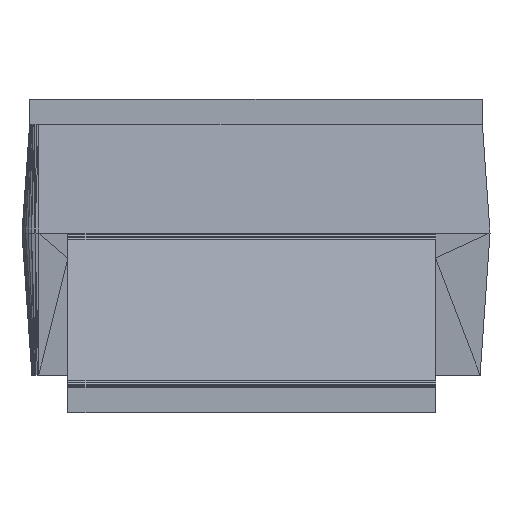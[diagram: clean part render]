
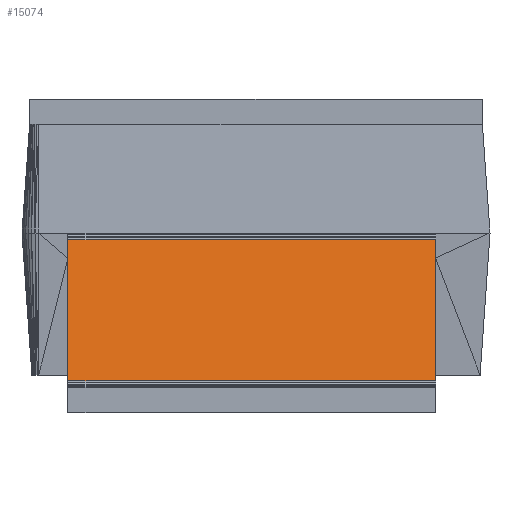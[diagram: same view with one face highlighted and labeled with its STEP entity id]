
A CAD part, left-side view. The second image highlights one B-rep face of the part: STEP entity #15074.
In plain terms, the highlighted planar face has unit normal (-0.981, 0, 0.195).
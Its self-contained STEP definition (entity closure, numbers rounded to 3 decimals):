
#927 = PLANE('',#928);
#928 = AXIS2_PLACEMENT_3D('',#929,#930,#931);
#929 = CARTESIAN_POINT('',(-245.062,-1137.261,
    -0.559));
#930 = DIRECTION('',(0.,1.,0.));
#931 = DIRECTION('',(1.,0.,0.));
#2936 = VERTEX_POINT('',#2937);
#2937 = CARTESIAN_POINT('',(-245.181,-1137.261,
    -0.885));
#2951 = PLANE('',#2952);
#2952 = AXIS2_PLACEMENT_3D('',#2953,#2954,#2955);
#2953 = CARTESIAN_POINT('',(-245.183,-1138.361,
    -0.89));
#2954 = DIRECTION('',(-0.952,0.,0.306));
#2955 = DIRECTION('',(-0.306,0.,-0.952));
#2963 = EDGE_CURVE('',#2936,#2964,#2966,.T.);
#2964 = VERTEX_POINT('',#2965);
#2965 = CARTESIAN_POINT('',(-245.013,-1137.261,
    -0.04));
#2966 = SURFACE_CURVE('',#2967,(#2971,#2978),.PCURVE_S1.);
#2967 = LINE('',#2968,#2969);
#2968 = CARTESIAN_POINT('',(-245.181,-1137.261,
    -0.885));
#2969 = VECTOR('',#2970,1.);
#2970 = DIRECTION('',(0.195,0.,0.981));
#2971 = PCURVE('',#927,#2972);
#2972 = DEFINITIONAL_REPRESENTATION('',(#2973),#2977);
#2973 = LINE('',#2974,#2975);
#2974 = CARTESIAN_POINT('',(-0.119,0.326));
#2975 = VECTOR('',#2976,1.);
#2976 = DIRECTION('',(0.195,-0.981));
#2977 = ( GEOMETRIC_REPRESENTATION_CONTEXT(2) 
PARAMETRIC_REPRESENTATION_CONTEXT() REPRESENTATION_CONTEXT('2D SPACE',''
  ) );
#2978 = PCURVE('',#2979,#2984);
#2979 = PLANE('',#2980);
#2980 = AXIS2_PLACEMENT_3D('',#2981,#2982,#2983);
#2981 = CARTESIAN_POINT('',(-245.097,-1138.361,
    -0.462));
#2982 = DIRECTION('',(-0.981,0.,0.195));
#2983 = DIRECTION('',(-0.195,0.,-0.981));
#2984 = DEFINITIONAL_REPRESENTATION('',(#2985),#2989);
#2985 = LINE('',#2986,#2987);
#2986 = CARTESIAN_POINT('',(0.431,-1.1));
#2987 = VECTOR('',#2988,1.);
#2988 = DIRECTION('',(-1.,0.));
#2989 = ( GEOMETRIC_REPRESENTATION_CONTEXT(2) 
PARAMETRIC_REPRESENTATION_CONTEXT() REPRESENTATION_CONTEXT('2D SPACE',''
  ) );
#3007 = PLANE('',#3008);
#3008 = AXIS2_PLACEMENT_3D('',#3009,#3010,#3011);
#3009 = CARTESIAN_POINT('',(-245.011,-1138.361,
    -0.035));
#3010 = DIRECTION('',(-0.952,0.,0.306)
  );
#3011 = DIRECTION('',(-0.306,0.,-0.952
    ));
#4547 = PLANE('',#4548);
#4548 = AXIS2_PLACEMENT_3D('',#4549,#4550,#4551);
#4549 = CARTESIAN_POINT('',(-245.062,-1139.461,
    -0.559));
#4550 = DIRECTION('',(0.,-1.,0.));
#4551 = DIRECTION('',(-1.,0.,0.));
#7178 = VERTEX_POINT('',#7179);
#7179 = CARTESIAN_POINT('',(-245.013,-1139.461,
    -0.04));
#7200 = EDGE_CURVE('',#7178,#7201,#7203,.T.);
#7201 = VERTEX_POINT('',#7202);
#7202 = CARTESIAN_POINT('',(-245.181,-1139.461,
    -0.885));
#7203 = SURFACE_CURVE('',#7204,(#7208,#7215),.PCURVE_S1.);
#7204 = LINE('',#7205,#7206);
#7205 = CARTESIAN_POINT('',(-245.013,-1139.461,
    -0.04));
#7206 = VECTOR('',#7207,1.);
#7207 = DIRECTION('',(-0.195,0.,-0.981));
#7208 = PCURVE('',#4547,#7209);
#7209 = DEFINITIONAL_REPRESENTATION('',(#7210),#7214);
#7210 = LINE('',#7211,#7212);
#7211 = CARTESIAN_POINT('',(-0.049,-0.519));
#7212 = VECTOR('',#7213,1.);
#7213 = DIRECTION('',(0.195,0.981));
#7214 = ( GEOMETRIC_REPRESENTATION_CONTEXT(2) 
PARAMETRIC_REPRESENTATION_CONTEXT() REPRESENTATION_CONTEXT('2D SPACE',''
  ) );
#7215 = PCURVE('',#2979,#7216);
#7216 = DEFINITIONAL_REPRESENTATION('',(#7217),#7221);
#7217 = LINE('',#7218,#7219);
#7218 = CARTESIAN_POINT('',(-0.431,1.1));
#7219 = VECTOR('',#7220,1.);
#7220 = DIRECTION('',(1.,0.));
#7221 = ( GEOMETRIC_REPRESENTATION_CONTEXT(2) 
PARAMETRIC_REPRESENTATION_CONTEXT() REPRESENTATION_CONTEXT('2D SPACE',''
  ) );
#14892 = EDGE_CURVE('',#7201,#2936,#14893,.T.);
#14893 = SURFACE_CURVE('',#14894,(#14898,#14905),.PCURVE_S1.);
#14894 = LINE('',#14895,#14896);
#14895 = CARTESIAN_POINT('',(-245.181,-1139.461,
    -0.885));
#14896 = VECTOR('',#14897,1.);
#14897 = DIRECTION('',(0.,1.,0.));
#14898 = PCURVE('',#2951,#14899);
#14899 = DEFINITIONAL_REPRESENTATION('',(#14900),#14904);
#14900 = LINE('',#14901,#14902);
#14901 = CARTESIAN_POINT('',(-0.006,1.1));
#14902 = VECTOR('',#14903,1.);
#14903 = DIRECTION('',(0.,-1.));
#14904 = ( GEOMETRIC_REPRESENTATION_CONTEXT(2) 
PARAMETRIC_REPRESENTATION_CONTEXT() REPRESENTATION_CONTEXT('2D SPACE',''
  ) );
#14905 = PCURVE('',#2979,#14906);
#14906 = DEFINITIONAL_REPRESENTATION('',(#14907),#14911);
#14907 = LINE('',#14908,#14909);
#14908 = CARTESIAN_POINT('',(0.431,1.1));
#14909 = VECTOR('',#14910,1.);
#14910 = DIRECTION('',(0.,-1.));
#14911 = ( GEOMETRIC_REPRESENTATION_CONTEXT(2) 
PARAMETRIC_REPRESENTATION_CONTEXT() REPRESENTATION_CONTEXT('2D SPACE',''
  ) );
#15074 = ADVANCED_FACE('',(#15075),#2979,.T.);
#15075 = FACE_BOUND('',#15076,.T.);
#15076 = EDGE_LOOP('',(#15077,#15078,#15079,#15080));
#15077 = ORIENTED_EDGE('',*,*,#2963,.F.);
#15078 = ORIENTED_EDGE('',*,*,#14892,.F.);
#15079 = ORIENTED_EDGE('',*,*,#7200,.F.);
#15080 = ORIENTED_EDGE('',*,*,#15081,.T.);
#15081 = EDGE_CURVE('',#7178,#2964,#15082,.T.);
#15082 = SURFACE_CURVE('',#15083,(#15087,#15094),.PCURVE_S1.);
#15083 = LINE('',#15084,#15085);
#15084 = CARTESIAN_POINT('',(-245.013,-1139.461,
    -0.04));
#15085 = VECTOR('',#15086,1.);
#15086 = DIRECTION('',(0.,1.,0.));
#15087 = PCURVE('',#2979,#15088);
#15088 = DEFINITIONAL_REPRESENTATION('',(#15089),#15093);
#15089 = LINE('',#15090,#15091);
#15090 = CARTESIAN_POINT('',(-0.431,1.1));
#15091 = VECTOR('',#15092,1.);
#15092 = DIRECTION('',(0.,-1.));
#15093 = ( GEOMETRIC_REPRESENTATION_CONTEXT(2) 
PARAMETRIC_REPRESENTATION_CONTEXT() REPRESENTATION_CONTEXT('2D SPACE',''
  ) );
#15094 = PCURVE('',#3007,#15095);
#15095 = DEFINITIONAL_REPRESENTATION('',(#15096),#15100);
#15096 = LINE('',#15097,#15098);
#15097 = CARTESIAN_POINT('',(0.006,1.1));
#15098 = VECTOR('',#15099,1.);
#15099 = DIRECTION('',(0.,-1.));
#15100 = ( GEOMETRIC_REPRESENTATION_CONTEXT(2) 
PARAMETRIC_REPRESENTATION_CONTEXT() REPRESENTATION_CONTEXT('2D SPACE',''
  ) );
